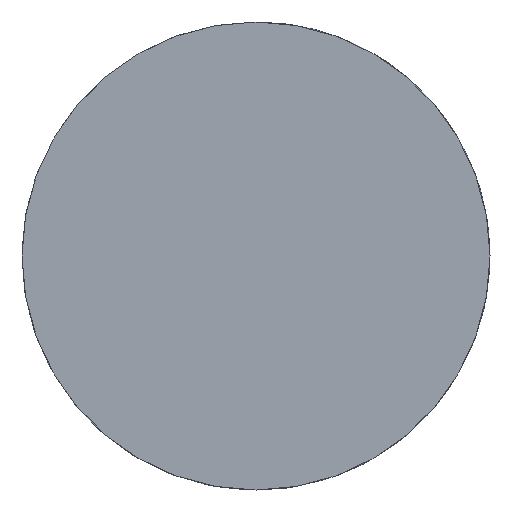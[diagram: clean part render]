
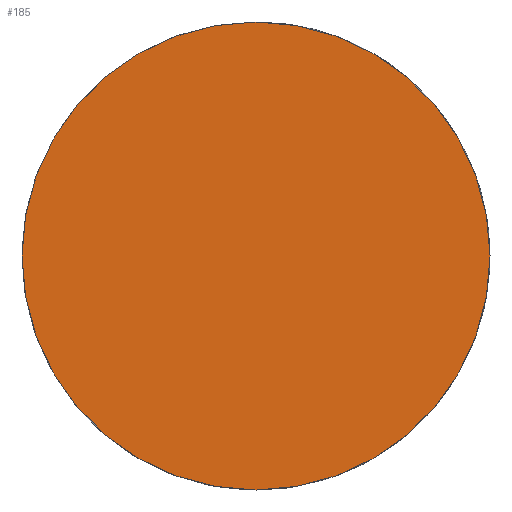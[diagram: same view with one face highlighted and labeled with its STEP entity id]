
A CAD part, left-side view. The second image highlights one B-rep face of the part: STEP entity #185.
In plain terms, the highlighted planar face has unit normal (-1, 0, 0).
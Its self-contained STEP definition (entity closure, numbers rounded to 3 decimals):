
#10 = EDGE_LOOP ( 'NONE', ( #52 ) ) ;
#14 = CARTESIAN_POINT ( 'NONE',  ( 0., 0., 0. ) ) ;
#20 = AXIS2_PLACEMENT_3D ( 'NONE', #95, #139, #175 ) ;
#31 = CIRCLE ( 'NONE', #154, 6.25 ) ;
#49 = EDGE_CURVE ( 'NONE', #140, #140, #31, .T. ) ;
#52 = ORIENTED_EDGE ( 'NONE', *, *, #49, .F. ) ;
#62 = PLANE ( 'NONE',  #20 ) ;
#69 = DIRECTION ( 'NONE',  ( 1., 0., 0. ) ) ;
#95 = CARTESIAN_POINT ( 'NONE',  ( 0., 0., 0. ) ) ;
#108 = FACE_OUTER_BOUND ( 'NONE', #10, .T. ) ;
#139 = DIRECTION ( 'NONE',  ( 1., 0., 0. ) ) ;
#140 = VERTEX_POINT ( 'NONE', #190 ) ;
#154 = AXIS2_PLACEMENT_3D ( 'NONE', #14, #69, #197 ) ;
#175 = DIRECTION ( 'NONE',  ( 0., 0., -1. ) ) ;
#185 = ADVANCED_FACE ( 'NONE', ( #108 ), #62, .F. ) ;
#190 = CARTESIAN_POINT ( 'NONE',  ( 0., 0., -6.25 ) ) ;
#197 = DIRECTION ( 'NONE',  ( 0., 0., -1. ) ) ;
